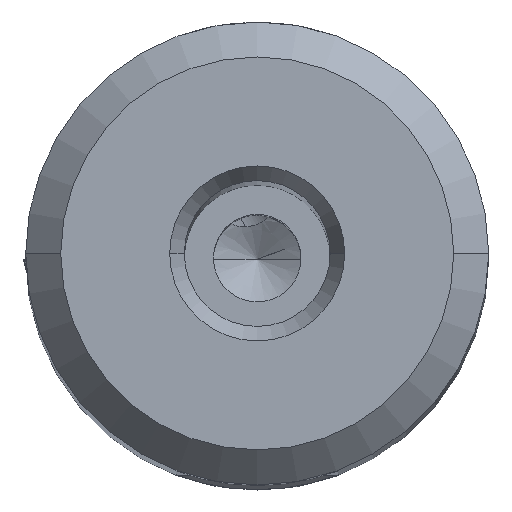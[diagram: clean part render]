
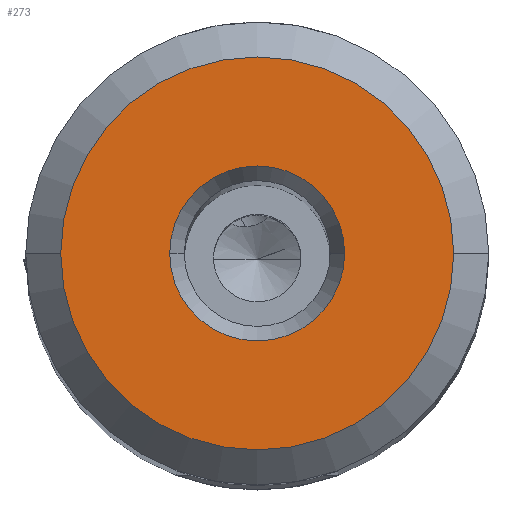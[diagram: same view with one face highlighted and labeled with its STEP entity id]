
A CAD part, top view. The second image highlights one B-rep face of the part: STEP entity #273.
In plain terms, the highlighted planar face has unit normal (0, 0, 1).
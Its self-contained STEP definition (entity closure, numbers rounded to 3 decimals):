
#273=ADVANCED_FACE('',(#490,#491),#361,.T.);
#361=PLANE('',#2445);
#406=CIRCLE('',#2439,3.);
#407=CIRCLE('',#2441,3.);
#408=CIRCLE('',#2443,6.738);
#409=CIRCLE('',#2444,6.738);
#490=FACE_BOUND('',#552,.T.);
#491=FACE_BOUND('',#553,.T.);
#552=EDGE_LOOP('',(#887,#888));
#553=EDGE_LOOP('',(#889,#890));
#887=ORIENTED_EDGE('',*,*,#1598,.F.);
#888=ORIENTED_EDGE('',*,*,#1599,.F.);
#889=ORIENTED_EDGE('',*,*,#1597,.F.);
#890=ORIENTED_EDGE('',*,*,#1595,.F.);
#1340=VERTEX_POINT('',#3740);
#1341=VERTEX_POINT('',#3742);
#1342=VERTEX_POINT('',#3748);
#1343=VERTEX_POINT('',#3749);
#1595=EDGE_CURVE('',#1340,#1341,#406,.T.);
#1597=EDGE_CURVE('',#1341,#1340,#407,.T.);
#1598=EDGE_CURVE('',#1342,#1343,#408,.T.);
#1599=EDGE_CURVE('',#1343,#1342,#409,.T.);
#2439=AXIS2_PLACEMENT_3D('',#3741,#2884,#2885);
#2441=AXIS2_PLACEMENT_3D('',#3745,#2889,#2890);
#2443=AXIS2_PLACEMENT_3D('',#3747,#2893,#2894);
#2444=AXIS2_PLACEMENT_3D('',#3750,#2895,#2896);
#2445=AXIS2_PLACEMENT_3D('',#3751,#2897,#2898);
#2884=DIRECTION('',(0.,0.,1.));
#2885=DIRECTION('',(1.,0.,0.));
#2889=DIRECTION('',(0.,0.,1.));
#2890=DIRECTION('',(-1.,0.,0.));
#2893=DIRECTION('',(0.,0.,-1.));
#2894=DIRECTION('',(-1.,0.,0.));
#2895=DIRECTION('',(0.,0.,-1.));
#2896=DIRECTION('',(1.,0.,0.));
#2897=DIRECTION('',(0.,0.,1.));
#2898=DIRECTION('',(-1.,0.,0.));
#3740=CARTESIAN_POINT('',(3.,0.,0.));
#3741=CARTESIAN_POINT('',(0.,0.,0.));
#3742=CARTESIAN_POINT('',(-3.,0.,0.));
#3745=CARTESIAN_POINT('',(0.,0.,0.));
#3747=CARTESIAN_POINT('',(0.,0.,0.));
#3748=CARTESIAN_POINT('',(-6.738,0.,0.));
#3749=CARTESIAN_POINT('',(6.738,0.,0.));
#3750=CARTESIAN_POINT('',(0.,0.,0.));
#3751=CARTESIAN_POINT('',(0.,0.,0.));
